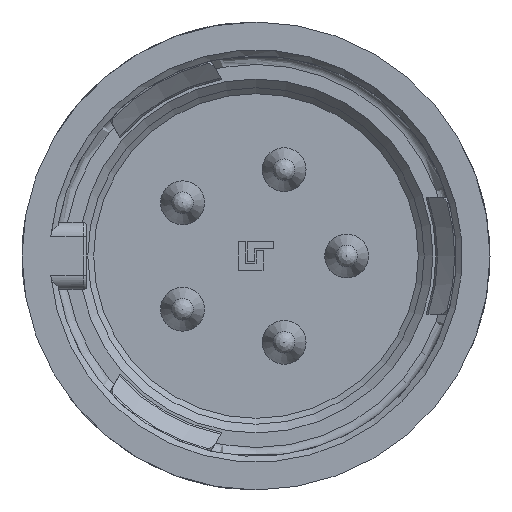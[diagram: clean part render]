
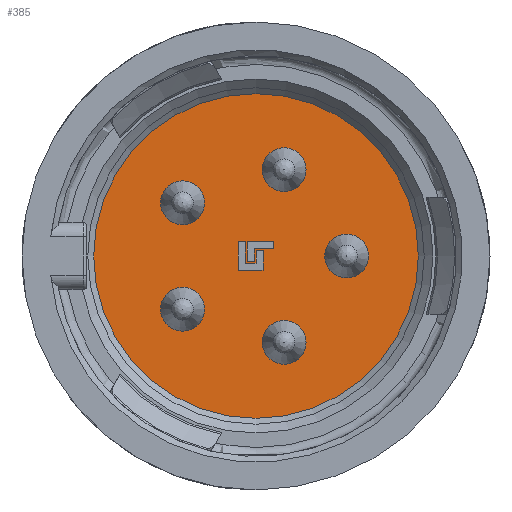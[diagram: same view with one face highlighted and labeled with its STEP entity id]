
A CAD part, left-side view. The second image highlights one B-rep face of the part: STEP entity #385.
In plain terms, the highlighted planar face has unit normal (-1, 0, 0).
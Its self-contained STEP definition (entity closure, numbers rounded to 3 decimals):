
#177=FACE_BOUND('',#977,.T.);
#178=FACE_BOUND('',#978,.T.);
#179=FACE_BOUND('',#979,.T.);
#180=FACE_BOUND('',#980,.T.);
#181=FACE_BOUND('',#981,.T.);
#182=FACE_BOUND('',#982,.T.);
#183=FACE_BOUND('',#983,.T.);
#184=FACE_BOUND('',#984,.T.);
#288=PLANE('',#4516);
#385=ADVANCED_FACE('',(#177,#178,#179,#180,#181,#182,#183,#184),#288,.F.);
#977=EDGE_LOOP('',(#1864,#1865,#1866,#1867,#1868,#1869));
#978=EDGE_LOOP('',(#1870,#1871,#1872,#1873,#1874,#1875,#1876,#1877));
#979=EDGE_LOOP('',(#1878));
#980=EDGE_LOOP('',(#1879));
#981=EDGE_LOOP('',(#1880));
#982=EDGE_LOOP('',(#1881));
#983=EDGE_LOOP('',(#1882));
#984=EDGE_LOOP('',(#1883));
#1548=CIRCLE('',#4510,5.55);
#1549=CIRCLE('',#4511,0.75);
#1550=CIRCLE('',#4512,0.75);
#1551=CIRCLE('',#4513,0.75);
#1552=CIRCLE('',#4514,0.75);
#1553=CIRCLE('',#4515,0.75);
#1864=ORIENTED_EDGE('',*,*,#3514,.T.);
#1865=ORIENTED_EDGE('',*,*,#3515,.T.);
#1866=ORIENTED_EDGE('',*,*,#3516,.T.);
#1867=ORIENTED_EDGE('',*,*,#3517,.T.);
#1868=ORIENTED_EDGE('',*,*,#3518,.T.);
#1869=ORIENTED_EDGE('',*,*,#3519,.T.);
#1870=ORIENTED_EDGE('',*,*,#3520,.T.);
#1871=ORIENTED_EDGE('',*,*,#3521,.T.);
#1872=ORIENTED_EDGE('',*,*,#3522,.T.);
#1873=ORIENTED_EDGE('',*,*,#3523,.T.);
#1874=ORIENTED_EDGE('',*,*,#3524,.T.);
#1875=ORIENTED_EDGE('',*,*,#3525,.T.);
#1876=ORIENTED_EDGE('',*,*,#3526,.T.);
#1877=ORIENTED_EDGE('',*,*,#3527,.T.);
#1878=ORIENTED_EDGE('',*,*,#3528,.T.);
#1879=ORIENTED_EDGE('',*,*,#3529,.T.);
#1880=ORIENTED_EDGE('',*,*,#3530,.T.);
#1881=ORIENTED_EDGE('',*,*,#3531,.T.);
#1882=ORIENTED_EDGE('',*,*,#3532,.T.);
#1883=ORIENTED_EDGE('',*,*,#3533,.T.);
#3102=VERTEX_POINT('',#6883);
#3103=VERTEX_POINT('',#6884);
#3104=VERTEX_POINT('',#6886);
#3105=VERTEX_POINT('',#6888);
#3106=VERTEX_POINT('',#6890);
#3107=VERTEX_POINT('',#6892);
#3108=VERTEX_POINT('',#6895);
#3109=VERTEX_POINT('',#6896);
#3110=VERTEX_POINT('',#6898);
#3111=VERTEX_POINT('',#6900);
#3112=VERTEX_POINT('',#6902);
#3113=VERTEX_POINT('',#6904);
#3114=VERTEX_POINT('',#6906);
#3115=VERTEX_POINT('',#6908);
#3116=VERTEX_POINT('',#6911);
#3117=VERTEX_POINT('',#6913);
#3118=VERTEX_POINT('',#6915);
#3119=VERTEX_POINT('',#6917);
#3120=VERTEX_POINT('',#6919);
#3121=VERTEX_POINT('',#6921);
#3514=EDGE_CURVE('',#3102,#3103,#4062,.T.);
#3515=EDGE_CURVE('',#3103,#3104,#4063,.T.);
#3516=EDGE_CURVE('',#3104,#3105,#4064,.T.);
#3517=EDGE_CURVE('',#3105,#3106,#4065,.T.);
#3518=EDGE_CURVE('',#3106,#3107,#4066,.T.);
#3519=EDGE_CURVE('',#3107,#3102,#4067,.T.);
#3520=EDGE_CURVE('',#3108,#3109,#4068,.T.);
#3521=EDGE_CURVE('',#3109,#3110,#4069,.T.);
#3522=EDGE_CURVE('',#3110,#3111,#4070,.T.);
#3523=EDGE_CURVE('',#3111,#3112,#4071,.T.);
#3524=EDGE_CURVE('',#3112,#3113,#4072,.T.);
#3525=EDGE_CURVE('',#3113,#3114,#4073,.T.);
#3526=EDGE_CURVE('',#3114,#3115,#4074,.T.);
#3527=EDGE_CURVE('',#3115,#3108,#4075,.T.);
#3528=EDGE_CURVE('',#3116,#3116,#1548,.T.);
#3529=EDGE_CURVE('',#3117,#3117,#1549,.T.);
#3530=EDGE_CURVE('',#3118,#3118,#1550,.T.);
#3531=EDGE_CURVE('',#3119,#3119,#1551,.T.);
#3532=EDGE_CURVE('',#3120,#3120,#1552,.T.);
#3533=EDGE_CURVE('',#3121,#3121,#1553,.T.);
#4062=LINE('',#6882,#4275);
#4063=LINE('',#6885,#4276);
#4064=LINE('',#6887,#4277);
#4065=LINE('',#6889,#4278);
#4066=LINE('',#6891,#4279);
#4067=LINE('',#6893,#4280);
#4068=LINE('',#6894,#4281);
#4069=LINE('',#6897,#4282);
#4070=LINE('',#6899,#4283);
#4071=LINE('',#6901,#4284);
#4072=LINE('',#6903,#4285);
#4073=LINE('',#6905,#4286);
#4074=LINE('',#6907,#4287);
#4075=LINE('',#6909,#4288);
#4275=VECTOR('',#5074,1.);
#4276=VECTOR('',#5075,1.);
#4277=VECTOR('',#5076,1.);
#4278=VECTOR('',#5077,1.);
#4279=VECTOR('',#5078,1.);
#4280=VECTOR('',#5079,1.);
#4281=VECTOR('',#5080,1.);
#4282=VECTOR('',#5081,1.);
#4283=VECTOR('',#5082,1.);
#4284=VECTOR('',#5083,1.);
#4285=VECTOR('',#5084,1.);
#4286=VECTOR('',#5085,1.);
#4287=VECTOR('',#5086,1.);
#4288=VECTOR('',#5087,1.);
#4510=AXIS2_PLACEMENT_3D('',#6910,#5088,#5089);
#4511=AXIS2_PLACEMENT_3D('',#6912,#5090,#5091);
#4512=AXIS2_PLACEMENT_3D('',#6914,#5092,#5093);
#4513=AXIS2_PLACEMENT_3D('',#6916,#5094,#5095);
#4514=AXIS2_PLACEMENT_3D('',#6918,#5096,#5097);
#4515=AXIS2_PLACEMENT_3D('',#6920,#5098,#5099);
#4516=AXIS2_PLACEMENT_3D('',#6922,#5100,#5101);
#5074=DIRECTION('',(0.,0.,1.));
#5075=DIRECTION('',(0.,-1.,0.));
#5076=DIRECTION('',(0.,0.,-1.));
#5077=DIRECTION('',(0.,1.,0.));
#5078=DIRECTION('',(0.,0.,-1.));
#5079=DIRECTION('',(0.,1.,0.));
#5080=DIRECTION('',(0.,1.,0.));
#5081=DIRECTION('',(0.,0.,1.));
#5082=DIRECTION('',(0.,-1.,0.));
#5083=DIRECTION('',(0.,0.,-1.));
#5084=DIRECTION('',(0.,-1.,0.));
#5085=DIRECTION('',(0.,0.,1.));
#5086=DIRECTION('',(0.,-1.,0.));
#5087=DIRECTION('',(0.,0.,-1.));
#5088=DIRECTION('',(-1.,0.,0.));
#5089=DIRECTION('',(0.,0.,-1.));
#5090=DIRECTION('',(1.,0.,0.));
#5091=DIRECTION('',(0.,0.,1.));
#5092=DIRECTION('',(1.,0.,0.));
#5093=DIRECTION('',(0.,0.,1.));
#5094=DIRECTION('',(1.,0.,0.));
#5095=DIRECTION('',(0.,0.,1.));
#5096=DIRECTION('',(1.,0.,0.));
#5097=DIRECTION('',(0.,0.,1.));
#5098=DIRECTION('',(1.,0.,0.));
#5099=DIRECTION('',(0.,0.,1.));
#5100=DIRECTION('',(1.,0.,0.));
#5101=DIRECTION('',(0.,0.,-1.));
#6882=CARTESIAN_POINT('',(10.4,0.3,-0.19));
#6883=CARTESIAN_POINT('',(10.4,0.3,-0.19));
#6884=CARTESIAN_POINT('',(10.4,0.3,0.49));
#6885=CARTESIAN_POINT('',(10.4,0.3,0.49));
#6886=CARTESIAN_POINT('',(10.4,-0.6,0.49));
#6887=CARTESIAN_POINT('',(10.4,-0.6,0.49));
#6888=CARTESIAN_POINT('',(10.4,-0.6,0.25));
#6889=CARTESIAN_POINT('',(10.4,-0.6,0.25));
#6890=CARTESIAN_POINT('',(10.4,0.06,0.25));
#6891=CARTESIAN_POINT('',(10.4,0.06,0.25));
#6892=CARTESIAN_POINT('',(10.4,0.06,-0.19));
#6893=CARTESIAN_POINT('',(10.4,0.06,-0.19));
#6894=CARTESIAN_POINT('',(10.4,-0.24,-0.49));
#6895=CARTESIAN_POINT('',(10.4,-0.24,-0.49));
#6896=CARTESIAN_POINT('',(10.4,0.6,-0.49));
#6897=CARTESIAN_POINT('',(10.4,0.6,-0.49));
#6898=CARTESIAN_POINT('',(10.4,0.6,0.49));
#6899=CARTESIAN_POINT('',(10.4,0.6,0.49));
#6900=CARTESIAN_POINT('',(10.4,0.36,0.49));
#6901=CARTESIAN_POINT('',(10.4,0.36,0.49));
#6902=CARTESIAN_POINT('',(10.4,0.36,-0.25));
#6903=CARTESIAN_POINT('',(10.4,0.36,-0.25));
#6904=CARTESIAN_POINT('',(10.4,0.,-0.25));
#6905=CARTESIAN_POINT('',(10.4,0.,-0.25));
#6906=CARTESIAN_POINT('',(10.4,0.,0.19));
#6907=CARTESIAN_POINT('',(10.4,0.,0.19));
#6908=CARTESIAN_POINT('',(10.4,-0.24,0.19));
#6909=CARTESIAN_POINT('',(10.4,-0.24,0.19));
#6910=CARTESIAN_POINT('',(10.4,0.,0.));
#6911=CARTESIAN_POINT('',(10.4,0.,-5.55));
#6912=CARTESIAN_POINT('',(10.4,-3.1,0.));
#6913=CARTESIAN_POINT('',(10.4,-3.1,0.75));
#6914=CARTESIAN_POINT('',(10.4,-0.96,2.95));
#6915=CARTESIAN_POINT('',(10.4,-0.96,3.7));
#6916=CARTESIAN_POINT('',(10.4,2.51,1.82));
#6917=CARTESIAN_POINT('',(10.4,2.51,2.57));
#6918=CARTESIAN_POINT('',(10.4,-0.96,-2.95));
#6919=CARTESIAN_POINT('',(10.4,-0.96,-2.2));
#6920=CARTESIAN_POINT('',(10.4,2.51,-1.82));
#6921=CARTESIAN_POINT('',(10.4,2.51,-1.07));
#6922=CARTESIAN_POINT('',(10.4,0.,0.));
